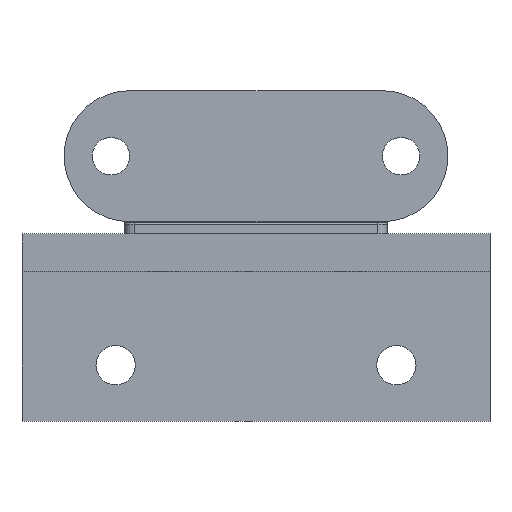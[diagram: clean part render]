
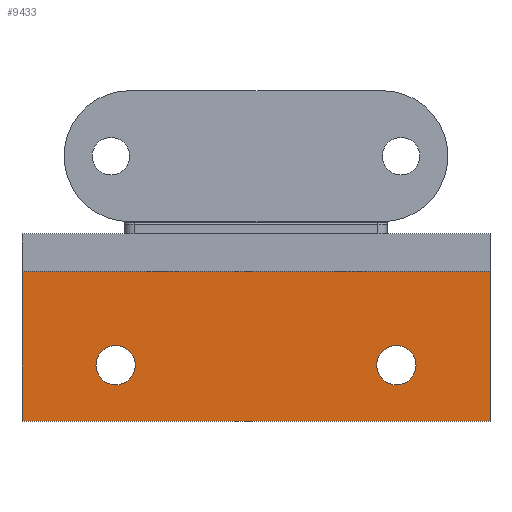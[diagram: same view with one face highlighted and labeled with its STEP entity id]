
A CAD part, top view. The second image highlights one B-rep face of the part: STEP entity #9433.
In plain terms, the highlighted planar face has unit normal (0, 0, 1).
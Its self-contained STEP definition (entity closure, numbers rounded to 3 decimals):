
#268 = VECTOR ( 'NONE', #646, 1000. ) ;
#329 = ORIENTED_EDGE ( 'NONE', *, *, #3873, .T. ) ;
#646 = DIRECTION ( 'NONE',  ( 0., -1., 0. ) ) ;
#696 = EDGE_CURVE ( 'NONE', #7399, #2189, #2717, .T. ) ;
#712 = DIRECTION ( 'NONE',  ( 0., 1., 0. ) ) ;
#808 = CARTESIAN_POINT ( 'NONE',  ( -25., -4., 4. ) ) ;
#823 = AXIS2_PLACEMENT_3D ( 'NONE', #8612, #8677, #8151 ) ;
#944 = FACE_OUTER_BOUND ( 'NONE', #7673, .T. ) ;
#1010 = ORIENTED_EDGE ( 'NONE', *, *, #9754, .T. ) ;
#1266 = EDGE_LOOP ( 'NONE', ( #6184, #9002 ) ) ;
#1324 = EDGE_CURVE ( 'NONE', #5811, #4880, #3226, .T. ) ;
#1747 = VERTEX_POINT ( 'NONE', #9162 ) ;
#2024 = CARTESIAN_POINT ( 'NONE',  ( 25., -20., 4. ) ) ;
#2141 = CIRCLE ( 'NONE', #9321, 2.1 ) ;
#2189 = VERTEX_POINT ( 'NONE', #8961 ) ;
#2272 = CARTESIAN_POINT ( 'NONE',  ( -25., -20., 4. ) ) ;
#2717 = CIRCLE ( 'NONE', #6713, 2.1 ) ;
#2857 = VECTOR ( 'NONE', #2922, 1000. ) ;
#2896 = CARTESIAN_POINT ( 'NONE',  ( -25., -4., 4. ) ) ;
#2922 = DIRECTION ( 'NONE',  ( -1., 0., 0. ) ) ;
#3101 = CARTESIAN_POINT ( 'NONE',  ( -25., -20., 4. ) ) ;
#3215 = DIRECTION ( 'NONE',  ( 0., 1., 0. ) ) ;
#3226 = LINE ( 'NONE', #2896, #2857 ) ;
#3243 = CARTESIAN_POINT ( 'NONE',  ( 15., -14., 4. ) ) ;
#3398 = CARTESIAN_POINT ( 'NONE',  ( 15., -14., 4. ) ) ;
#3638 = CIRCLE ( 'NONE', #7866, 2.1 ) ;
#3873 = EDGE_CURVE ( 'NONE', #1747, #6065, #6863, .T. ) ;
#4213 = DIRECTION ( 'NONE',  ( 0., 0., -1. ) ) ;
#4222 = DIRECTION ( 'NONE',  ( 0., 1., 0. ) ) ;
#4810 = CARTESIAN_POINT ( 'NONE',  ( -25., -20., 4. ) ) ;
#4880 = VERTEX_POINT ( 'NONE', #808 ) ;
#5083 = AXIS2_PLACEMENT_3D ( 'NONE', #9078, #4213, #9888 ) ;
#5107 = ORIENTED_EDGE ( 'NONE', *, *, #7897, .F. ) ;
#5213 = VECTOR ( 'NONE', #6371, 1000. ) ;
#5225 = DIRECTION ( 'NONE',  ( 0., 0., -1. ) ) ;
#5357 = FACE_BOUND ( 'NONE', #7192, .T. ) ;
#5376 = CARTESIAN_POINT ( 'NONE',  ( -15., -11.9, 4. ) ) ;
#5672 = DIRECTION ( 'NONE',  ( 0., 0., -1. ) ) ;
#5811 = VERTEX_POINT ( 'NONE', #7395 ) ;
#6065 = VERTEX_POINT ( 'NONE', #5376 ) ;
#6184 = ORIENTED_EDGE ( 'NONE', *, *, #9108, .T. ) ;
#6371 = DIRECTION ( 'NONE',  ( 1., 0., 0. ) ) ;
#6515 = ORIENTED_EDGE ( 'NONE', *, *, #9812, .T. ) ;
#6713 = AXIS2_PLACEMENT_3D ( 'NONE', #3243, #5225, #3215 ) ;
#6847 = ORIENTED_EDGE ( 'NONE', *, *, #9892, .T. ) ;
#6863 = CIRCLE ( 'NONE', #823, 2.1 ) ;
#7097 = LINE ( 'NONE', #3101, #268 ) ;
#7192 = EDGE_LOOP ( 'NONE', ( #6847, #329 ) ) ;
#7239 = FACE_BOUND ( 'NONE', #1266, .T. ) ;
#7395 = CARTESIAN_POINT ( 'NONE',  ( 25., -4., 4. ) ) ;
#7399 = VERTEX_POINT ( 'NONE', #8322 ) ;
#7648 = VECTOR ( 'NONE', #7762, 1000. ) ;
#7673 = EDGE_LOOP ( 'NONE', ( #9502, #6515, #1010, #5107 ) ) ;
#7762 = DIRECTION ( 'NONE',  ( 0., -1., 0. ) ) ;
#7866 = AXIS2_PLACEMENT_3D ( 'NONE', #10500, #5672, #712 ) ;
#7897 = EDGE_CURVE ( 'NONE', #5811, #8732, #9770, .T. ) ;
#8151 = DIRECTION ( 'NONE',  ( 0., 1., 0. ) ) ;
#8173 = VERTEX_POINT ( 'NONE', #4810 ) ;
#8322 = CARTESIAN_POINT ( 'NONE',  ( 15., -16.1, 4. ) ) ;
#8612 = CARTESIAN_POINT ( 'NONE',  ( -15., -14., 4. ) ) ;
#8677 = DIRECTION ( 'NONE',  ( 0., 0., -1. ) ) ;
#8732 = VERTEX_POINT ( 'NONE', #9260 ) ;
#8961 = CARTESIAN_POINT ( 'NONE',  ( 15., -11.9, 4. ) ) ;
#9002 = ORIENTED_EDGE ( 'NONE', *, *, #696, .T. ) ;
#9078 = CARTESIAN_POINT ( 'NONE',  ( -25., -4., 4. ) ) ;
#9090 = DIRECTION ( 'NONE',  ( 0., 0., -1. ) ) ;
#9108 = EDGE_CURVE ( 'NONE', #2189, #7399, #2141, .T. ) ;
#9162 = CARTESIAN_POINT ( 'NONE',  ( -15., -16.1, 4. ) ) ;
#9231 = LINE ( 'NONE', #2272, #5213 ) ;
#9260 = CARTESIAN_POINT ( 'NONE',  ( 25., -20., 4. ) ) ;
#9321 = AXIS2_PLACEMENT_3D ( 'NONE', #3398, #9090, #4222 ) ;
#9433 = ADVANCED_FACE ( 'NONE', ( #944, #7239, #5357 ), #9852, .F. ) ;
#9502 = ORIENTED_EDGE ( 'NONE', *, *, #1324, .T. ) ;
#9754 = EDGE_CURVE ( 'NONE', #8173, #8732, #9231, .T. ) ;
#9770 = LINE ( 'NONE', #2024, #7648 ) ;
#9812 = EDGE_CURVE ( 'NONE', #4880, #8173, #7097, .T. ) ;
#9852 = PLANE ( 'NONE',  #5083 ) ;
#9888 = DIRECTION ( 'NONE',  ( 0., 1., 0. ) ) ;
#9892 = EDGE_CURVE ( 'NONE', #6065, #1747, #3638, .T. ) ;
#10500 = CARTESIAN_POINT ( 'NONE',  ( -15., -14., 4. ) ) ;
